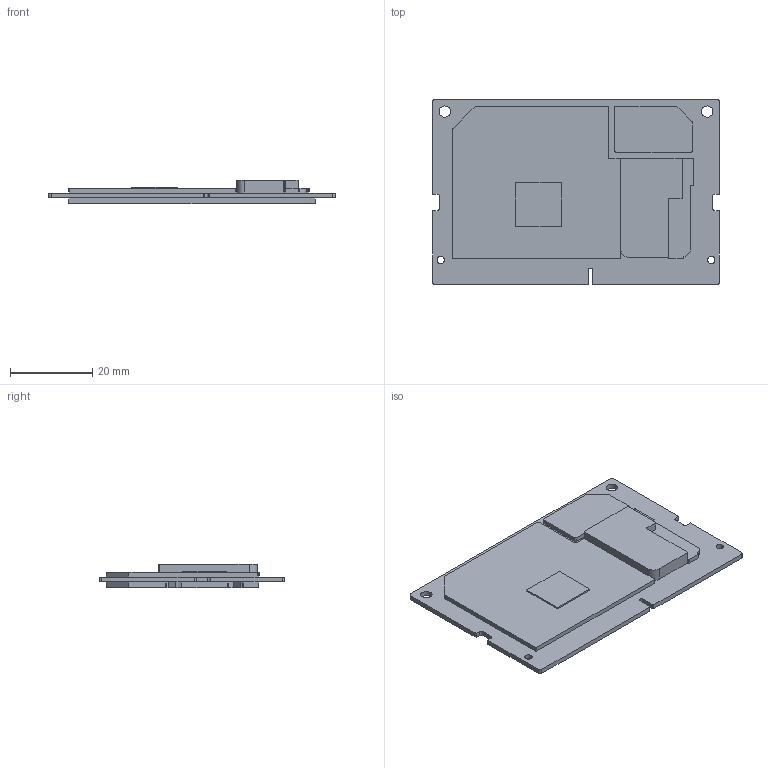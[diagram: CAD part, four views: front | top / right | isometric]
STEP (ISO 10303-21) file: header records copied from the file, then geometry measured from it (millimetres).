
FILE_DESCRIPTION((''),'2;1');
FILE_NAME('142-63448-1GEN_A00','2019-04-26T',('ysung'),('.'),'CREO PARAMETRIC BY PTC INC, 2018070','CREO PARAMETRIC BY PTC INC, 2018070','');
FILE_SCHEMA(('CONFIG_CONTROL_DESIGN','GEOMETRIC_VALIDATION_PROPERTIES_MIM'));
Length unit declared in the file: millimetre
Products named in the file (1): 142-63448-1GEN_A00
Bounding box: 69.6 x 45 x 5.7 mm (x, y, z)
Volume: 8942.7 mm3; surface area: 7549.8 mm2
Topology: 1 solids, 1 shells, 156 faces, 433 edges, 288 vertices
Faces by surface type: plane 80, cylinder 64, extrusion 12
Entity records: 5340 total; most frequent: CARTESIAN_POINT 1163, ORIENTED_EDGE 866, DIRECTION 833, EDGE_CURVE 433, VECTOR 289, VERTEX_POINT 288, LINE 277, AXIS2_PLACEMENT_3D 272
